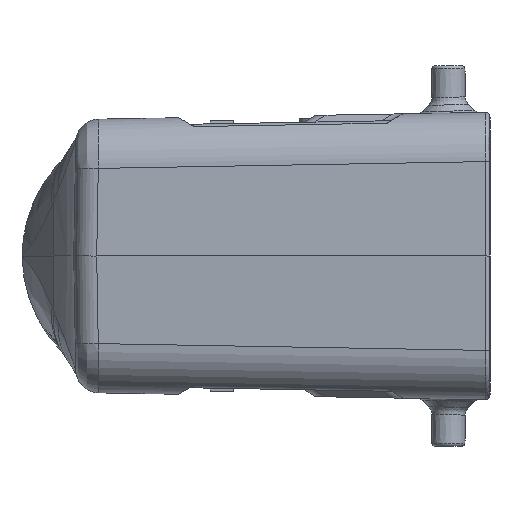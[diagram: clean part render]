
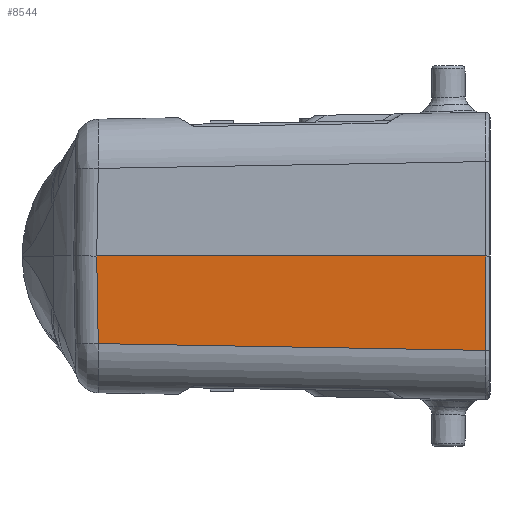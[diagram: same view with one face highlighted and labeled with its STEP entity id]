
A CAD part, left-side view. The second image highlights one B-rep face of the part: STEP entity #8544.
In plain terms, the highlighted planar face has unit normal (-1, 0.018, -0.017).
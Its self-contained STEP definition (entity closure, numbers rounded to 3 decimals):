
#182=CARTESIAN_POINT('',(-59.748,70.308,-14.127));
#1067=DIRECTION('',(-0.017,0.,1.));
#1068=VECTOR('',#1067,14.129);
#1069=CARTESIAN_POINT('',(-59.748,70.308,
-14.127));
#1070=LINE('',#1069,#1068);
#1079=DIRECTION('',(0.017,1.,0.017));
#1080=VECTOR('',#1079,58.042);
#1081=CARTESIAN_POINT('',(-59.748,70.308,
-14.127));
#1082=LINE('',#1081,#1080);
#1083=DIRECTION('',(-0.017,0.017,1.));
#1084=VECTOR('',#1083,13.118);
#1085=CARTESIAN_POINT('',(-58.753,128.333,
-13.114));
#1086=LINE('',#1085,#1084);
#1087=DIRECTION('',(-0.017,-1.,0.));
#1088=VECTOR('',#1087,58.261);
#1089=CARTESIAN_POINT('',(-58.978,128.562,
0.));
#1090=LINE('',#1089,#1088);
#1106=CARTESIAN_POINT('',(-58.753,128.333,
-13.114));
#5771=VERTEX_POINT('',#182);
#5777=VERTEX_POINT('',#1106);
#6408=CARTESIAN_POINT('',(-59.995,70.31,
0.));
#6409=VERTEX_POINT('',#6408);
#6410=CARTESIAN_POINT('',(-58.978,128.562,
0.));
#6411=VERTEX_POINT('',#6410);
#8531=CARTESIAN_POINT('',(-60.049,70.,2.835));
#8532=DIRECTION('',(-1.,0.017,-0.017));
#8533=DIRECTION('',(0.017,1.,0.));
#8534=AXIS2_PLACEMENT_3D('',#8531,#8532,#8533);
#8535=PLANE('',#8534);
#8536=ORIENTED_EDGE('',*,*,#8524,.F.);
#8537=ORIENTED_EDGE('',*,*,#7231,.T.);
#8539=ORIENTED_EDGE('',*,*,#8538,.T.);
#8541=ORIENTED_EDGE('',*,*,#8540,.T.);
#8542=EDGE_LOOP('',(#8536,#8537,#8539,#8541));
#8543=FACE_OUTER_BOUND('',#8542,.F.);
#8544=ADVANCED_FACE('',(#8543),#8535,.T.);
#7231=EDGE_CURVE('',#5771,#5777,#1082,.T.);
#8524=EDGE_CURVE('',#5771,#6409,#1070,.T.);
#8538=EDGE_CURVE('',#5777,#6411,#1086,.T.);
#8540=EDGE_CURVE('',#6411,#6409,#1090,.T.);
